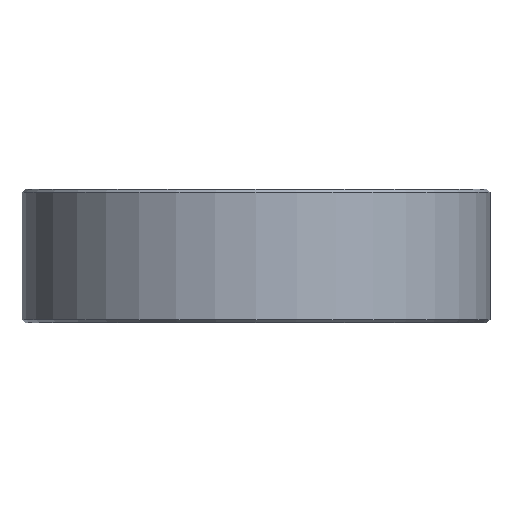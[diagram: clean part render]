
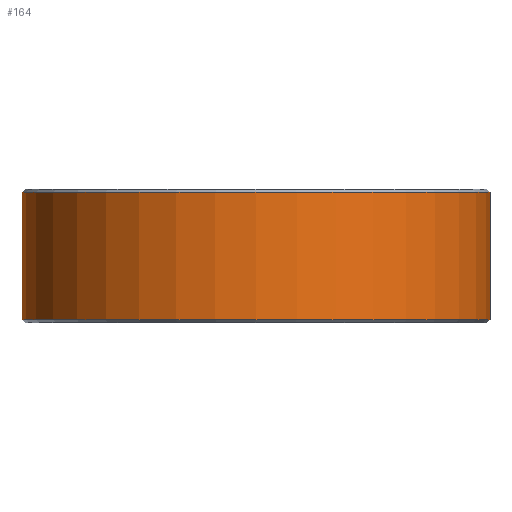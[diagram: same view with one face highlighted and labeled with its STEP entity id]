
A CAD part, front view. The second image highlights one B-rep face of the part: STEP entity #164.
In plain terms, the highlighted cylindrical face has radius 35 mm (diameter 70 mm), a full revolution.
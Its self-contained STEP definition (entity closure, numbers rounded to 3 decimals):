
#12 = CARTESIAN_POINT ( 'NONE',  ( 0., 35., 0.5 ) ) ;
#54 = CARTESIAN_POINT ( 'NONE',  ( 0., -35., 19.5 ) ) ;
#61 = VERTEX_POINT ( 'NONE', #54 ) ;
#78 = VERTEX_POINT ( 'NONE', #12 ) ;
#138 = EDGE_CURVE ( 'NONE', #78, #78, #414, .T. ) ;
#150 = EDGE_CURVE ( 'NONE', #61, #61, #428, .T. ) ;
#164 = ADVANCED_FACE ( 'NONE', ( #488, #581 ), #580, .T. ) ;
#255 = ORIENTED_EDGE ( 'NONE', *, *, #150, .T. ) ;
#279 = EDGE_LOOP ( 'NONE', ( #255 ) ) ;
#295 = ORIENTED_EDGE ( 'NONE', *, *, #138, .T. ) ;
#367 = EDGE_LOOP ( 'NONE', ( #295 ) ) ;
#388 = AXIS2_PLACEMENT_3D ( 'NONE', #549, #604, #537 ) ;
#414 = CIRCLE ( 'NONE', #435, 35. ) ;
#428 = CIRCLE ( 'NONE', #476, 35. ) ;
#435 = AXIS2_PLACEMENT_3D ( 'NONE', #544, #508, #527 ) ;
#476 = AXIS2_PLACEMENT_3D ( 'NONE', #574, #551, #484 ) ;
#484 = DIRECTION ( 'NONE',  ( 0., -1., 0. ) ) ;
#488 = FACE_OUTER_BOUND ( 'NONE', #367, .T. ) ;
#508 = DIRECTION ( 'NONE',  ( 0., 0., 1. ) ) ;
#527 = DIRECTION ( 'NONE',  ( 0., 1., 0. ) ) ;
#537 = DIRECTION ( 'NONE',  ( 0., 1., 0. ) ) ;
#544 = CARTESIAN_POINT ( 'NONE',  ( 0., 0., 0.5 ) ) ;
#549 = CARTESIAN_POINT ( 'NONE',  ( 0., 0., 8. ) ) ;
#551 = DIRECTION ( 'NONE',  ( 0., 0., -1. ) ) ;
#574 = CARTESIAN_POINT ( 'NONE',  ( 0., 0., 19.5 ) ) ;
#580 = CYLINDRICAL_SURFACE ( 'NONE', #388, 35. ) ;
#581 = FACE_OUTER_BOUND ( 'NONE', #279, .T. ) ;
#604 = DIRECTION ( 'NONE',  ( 0., 0., 1. ) ) ;
